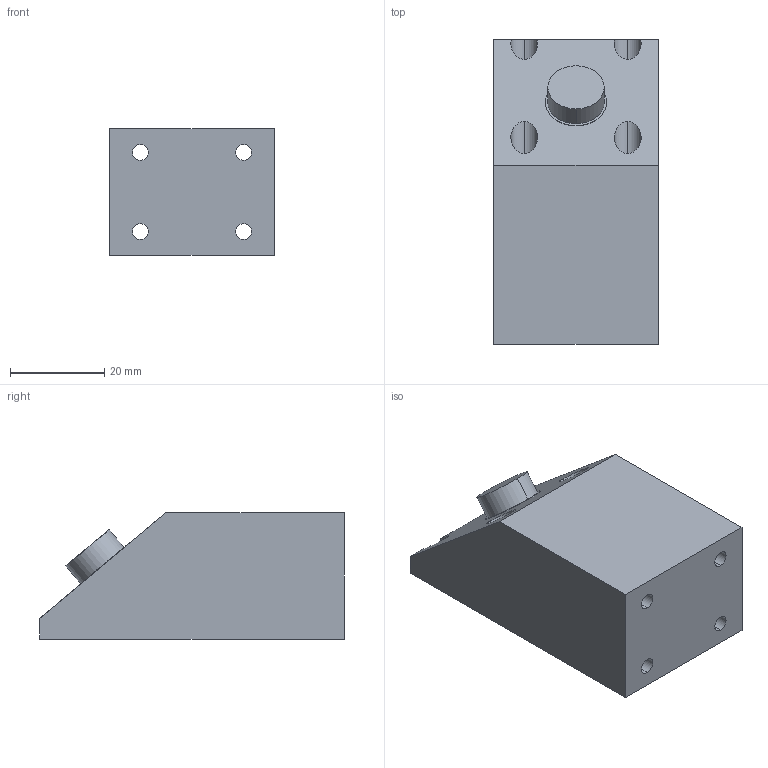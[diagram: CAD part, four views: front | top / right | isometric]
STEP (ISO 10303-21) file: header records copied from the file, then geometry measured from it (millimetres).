
FILE_DESCRIPTION (( 'STEP AP203' ), '1' );
FILE_NAME ('02_angle_40deg.step', '2021-01-10T11:56:46', ( '' ), ( '' ), 'SwSTEP 2.0', 'SolidWorks 2020', '' );
FILE_SCHEMA (( 'CONFIG_CONTROL_DESIGN' ));
Length unit declared in the file: millimetre
Products named in the file (1): 02_angle_40deg
Bounding box: 35 x 64.81 x 26.82 mm (x, y, z)
Volume: 45655.3 mm3; surface area: 12567.2 mm2
Topology: 1 solids, 1 shells, 33 faces, 81 edges, 54 vertices
Faces by surface type: cylinder 20, plane 13
Entity records: 1084 total; most frequent: CARTESIAN_POINT 193, DIRECTION 177, ORIENTED_EDGE 162, EDGE_CURVE 81, AXIS2_PLACEMENT_3D 70, VERTEX_POINT 54, EDGE_LOOP 45, VECTOR 37
